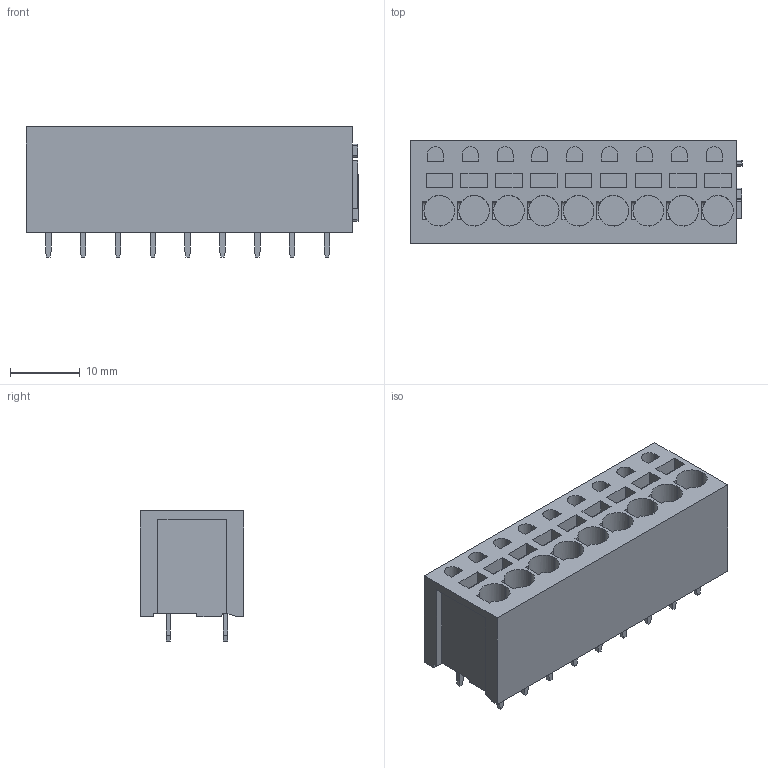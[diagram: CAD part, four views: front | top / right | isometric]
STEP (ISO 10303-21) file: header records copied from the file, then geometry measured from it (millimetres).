
FILE_DESCRIPTION(('CATIA V5 STEP Exchange','CAx-IF Rec.Pracs.--- Model Styling and Organization---1.2---2011-12-15'),'2;1');
FILE_NAME ('D1451087_0', '2018-09-03T06:15:00+00:00', ('none'), ('Weidmueller'), 'CATIA Version 5-6 Release 2014', 'CATIA V5 STEP AP214', 'none');
FILE_SCHEMA(('AUTOMOTIVE_DESIGN { 1 0 10303 214 1 1 1 1 }'));
Length unit declared in the file: millimetre
Products named in the file (1): 1330520000
Bounding box: 47.65 x 14.8 x 18.7 mm (x, y, z)
Volume: 9184.5 mm3; surface area: 4981.1 mm2
Topology: 19 solids, 19 shells, 367 faces, 897 edges, 598 vertices
Faces by surface type: plane 307, cylinder 60
Entity records: 9596 total; most frequent: ORIENTED_EDGE 1794, CARTESIAN_POINT 1749, DIRECTION 1205, EDGE_CURVE 897, VECTOR 759, LINE 759, VERTEX_POINT 598, EDGE_LOOP 397
